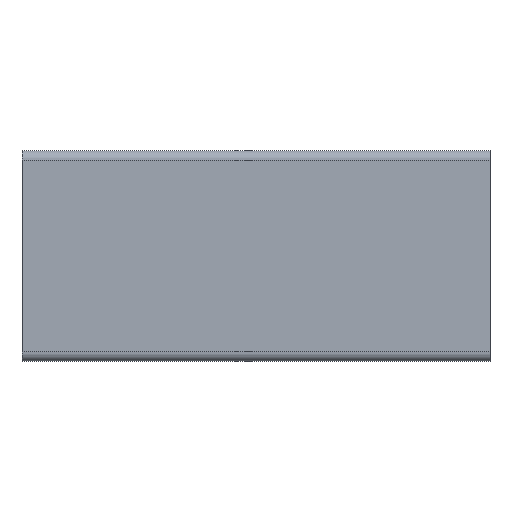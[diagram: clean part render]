
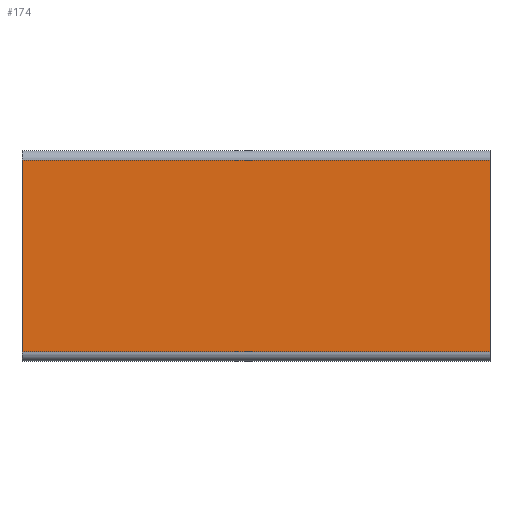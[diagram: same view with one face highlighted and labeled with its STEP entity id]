
A CAD part, left-side view. The second image highlights one B-rep face of the part: STEP entity #174.
In plain terms, the highlighted planar face has unit normal (-1, 0, 0).
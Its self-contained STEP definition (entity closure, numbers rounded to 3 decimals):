
#174 = ADVANCED_FACE( '', ( #362 ), #363, .T. );
#362 = FACE_OUTER_BOUND( '', #561, .T. );
#363 = PLANE( '', #562 );
#561 = EDGE_LOOP( '', ( #1027, #1028, #1029, #1030 ) );
#562 = AXIS2_PLACEMENT_3D( '', #1031, #1032, #1033 );
#1027 = ORIENTED_EDGE( '', *, *, #1411, .F. );
#1028 = ORIENTED_EDGE( '', *, *, #1455, .F. );
#1029 = ORIENTED_EDGE( '', *, *, #1456, .T. );
#1030 = ORIENTED_EDGE( '', *, *, #1404, .T. );
#1031 = CARTESIAN_POINT( '', ( -15., 100., 20.5 ) );
#1032 = DIRECTION( '', ( -1., 0., 0. ) );
#1033 = DIRECTION( '', ( 0., 0., 1. ) );
#1404 = EDGE_CURVE( '', #1757, #1755, #1758, .T. );
#1411 = EDGE_CURVE( '', #1764, #1755, #1766, .T. );
#1455 = EDGE_CURVE( '', #1822, #1764, #1823, .T. );
#1456 = EDGE_CURVE( '', #1822, #1757, #1824, .T. );
#1755 = VERTEX_POINT( '', #2214 );
#1757 = VERTEX_POINT( '', #2216 );
#1758 = LINE( '', #2217, #2218 );
#1764 = VERTEX_POINT( '', #2224 );
#1766 = LINE( '', #2226, #2227 );
#1822 = VERTEX_POINT( '', #2302 );
#1823 = LINE( '', #2303, #2304 );
#1824 = LINE( '', #2305, #2306 );
#2214 = CARTESIAN_POINT( '', ( -15., 0., -20.5 ) );
#2216 = CARTESIAN_POINT( '', ( -15., 100., -20.5 ) );
#2217 = CARTESIAN_POINT( '', ( -15., 100., -20.5 ) );
#2218 = VECTOR( '', #2556, 1000. );
#2224 = CARTESIAN_POINT( '', ( -15., 0., 20.5 ) );
#2226 = CARTESIAN_POINT( '', ( -15., 0., 20.5 ) );
#2227 = VECTOR( '', #2569, 1000. );
#2302 = CARTESIAN_POINT( '', ( -15., 100., 20.5 ) );
#2303 = CARTESIAN_POINT( '', ( -15., 100., 20.5 ) );
#2304 = VECTOR( '', #2637, 1000. );
#2305 = CARTESIAN_POINT( '', ( -15., 100., 20.5 ) );
#2306 = VECTOR( '', #2638, 1000. );
#2556 = DIRECTION( '', ( 0., -1., 0. ) );
#2569 = DIRECTION( '', ( 0., 0., -1. ) );
#2637 = DIRECTION( '', ( 0., -1., 0. ) );
#2638 = DIRECTION( '', ( 0., 0., -1. ) );
